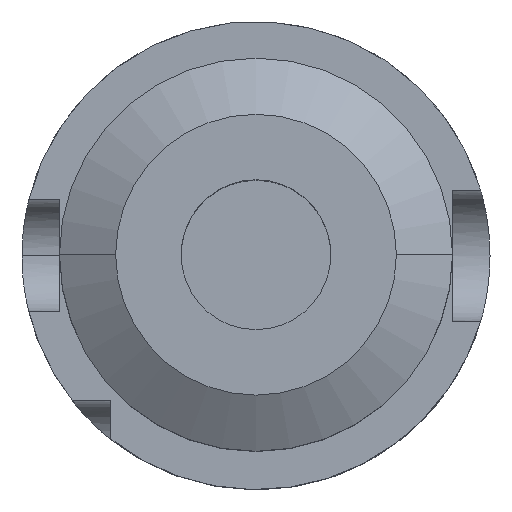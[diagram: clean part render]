
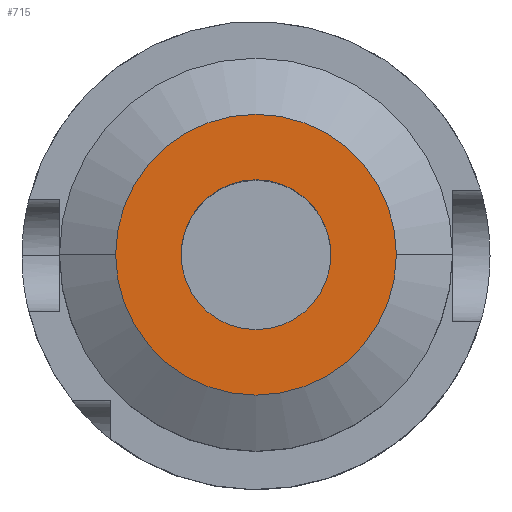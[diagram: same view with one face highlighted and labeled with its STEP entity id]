
A CAD part, top view. The second image highlights one B-rep face of the part: STEP entity #715.
In plain terms, the highlighted planar face has unit normal (0, 0, 1).
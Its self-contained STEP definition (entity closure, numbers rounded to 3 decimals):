
#34 = FACE_OUTER_BOUND ( 'NONE', #2211, .T. ) ;
#106 = CARTESIAN_POINT ( 'NONE',  ( 0., -8., 80. ) ) ;
#202 = VERTEX_POINT ( 'NONE', #1333 ) ;
#247 = ORIENTED_EDGE ( 'NONE', *, *, #832, .T. ) ;
#280 = ORIENTED_EDGE ( 'NONE', *, *, #1191, .F. ) ;
#394 = CIRCLE ( 'NONE', #505, 8. ) ;
#477 = DIRECTION ( 'NONE',  ( 0., 0., -1. ) ) ;
#505 = AXIS2_PLACEMENT_3D ( 'NONE', #2195, #2753, #1222 ) ;
#715 = ADVANCED_FACE ( 'NONE', ( #1634, #34 ), #1665, .T. ) ;
#728 = EDGE_LOOP ( 'NONE', ( #1678, #247 ) ) ;
#786 = EDGE_CURVE ( 'NONE', #202, #2025, #3269, .T. ) ;
#832 = EDGE_CURVE ( 'NONE', #2517, #2609, #2519, .T. ) ;
#899 = DIRECTION ( 'NONE',  ( 0., 0., 1. ) ) ;
#1148 = AXIS2_PLACEMENT_3D ( 'NONE', #2752, #1744, #1217 ) ;
#1188 = DIRECTION ( 'NONE',  ( 0., 1., 0. ) ) ;
#1191 = EDGE_CURVE ( 'NONE', #2025, #202, #3102, .T. ) ;
#1217 = DIRECTION ( 'NONE',  ( -1., 0., 0. ) ) ;
#1222 = DIRECTION ( 'NONE',  ( 0., 1., 0. ) ) ;
#1333 = CARTESIAN_POINT ( 'NONE',  ( 15., 0., 80. ) ) ;
#1518 = AXIS2_PLACEMENT_3D ( 'NONE', #1708, #2230, #3261 ) ;
#1634 = FACE_BOUND ( 'NONE', #728, .T. ) ;
#1665 = PLANE ( 'NONE',  #2785 ) ;
#1678 = ORIENTED_EDGE ( 'NONE', *, *, #2039, .T. ) ;
#1708 = CARTESIAN_POINT ( 'NONE',  ( 0., 0., 80. ) ) ;
#1744 = DIRECTION ( 'NONE',  ( 0., 0., -1. ) ) ;
#1945 = CARTESIAN_POINT ( 'NONE',  ( 0., 15., 80. ) ) ;
#2025 = VERTEX_POINT ( 'NONE', #2772 ) ;
#2027 = AXIS2_PLACEMENT_3D ( 'NONE', #2493, #477, #1188 ) ;
#2039 = EDGE_CURVE ( 'NONE', #2609, #2517, #394, .T. ) ;
#2155 = CARTESIAN_POINT ( 'NONE',  ( 0., 8., 80. ) ) ;
#2195 = CARTESIAN_POINT ( 'NONE',  ( 0., 0., 80. ) ) ;
#2211 = EDGE_LOOP ( 'NONE', ( #280, #2763 ) ) ;
#2230 = DIRECTION ( 'NONE',  ( 0., 0., -1. ) ) ;
#2493 = CARTESIAN_POINT ( 'NONE',  ( 0., 0., 80. ) ) ;
#2517 = VERTEX_POINT ( 'NONE', #106 ) ;
#2519 = CIRCLE ( 'NONE', #2027, 8. ) ;
#2609 = VERTEX_POINT ( 'NONE', #2155 ) ;
#2752 = CARTESIAN_POINT ( 'NONE',  ( 0., 0., 80. ) ) ;
#2753 = DIRECTION ( 'NONE',  ( 0., 0., -1. ) ) ;
#2763 = ORIENTED_EDGE ( 'NONE', *, *, #786, .F. ) ;
#2772 = CARTESIAN_POINT ( 'NONE',  ( -15., 0., 80. ) ) ;
#2785 = AXIS2_PLACEMENT_3D ( 'NONE', #1945, #899, #3199 ) ;
#3102 = CIRCLE ( 'NONE', #1148, 15. ) ;
#3199 = DIRECTION ( 'NONE',  ( 1., 0., 0. ) ) ;
#3261 = DIRECTION ( 'NONE',  ( -1., 0., 0. ) ) ;
#3269 = CIRCLE ( 'NONE', #1518, 15. ) ;
